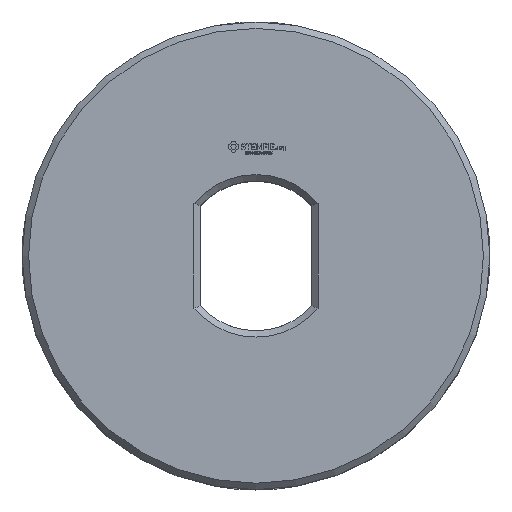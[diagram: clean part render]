
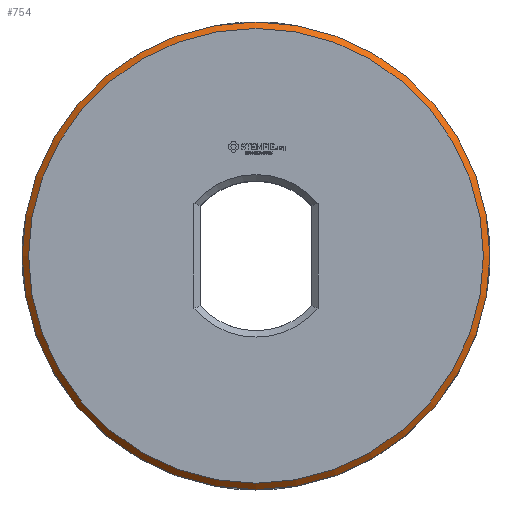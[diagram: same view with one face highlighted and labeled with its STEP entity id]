
A CAD part, top view. The second image highlights one B-rep face of the part: STEP entity #754.
In plain terms, the highlighted conical face has half-angle 45 degrees and reference radius 10.938 mm.
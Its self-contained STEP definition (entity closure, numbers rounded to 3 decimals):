
#155 = VERTEX_POINT('',#156);
#156 = CARTESIAN_POINT('',(10.938,0.,9.075));
#162 = EDGE_CURVE('',#155,#155,#163,.T.);
#163 = CIRCLE('',#164,10.938);
#164 = AXIS2_PLACEMENT_3D('',#165,#166,#167);
#165 = CARTESIAN_POINT('',(0.,0.,9.075));
#166 = DIRECTION('',(0.,0.,1.));
#167 = DIRECTION('',(1.,0.,0.));
#754 = ADVANCED_FACE('',(#755),#774,.T.);
#755 = FACE_BOUND('',#756,.T.);
#756 = EDGE_LOOP('',(#757,#765,#766,#767));
#757 = ORIENTED_EDGE('',*,*,#758,.F.);
#758 = EDGE_CURVE('',#155,#759,#761,.T.);
#759 = VERTEX_POINT('',#760);
#760 = CARTESIAN_POINT('',(10.638,0.,9.375));
#761 = LINE('',#762,#763);
#762 = CARTESIAN_POINT('',(10.938,0.,9.075));
#763 = VECTOR('',#764,1.);
#764 = DIRECTION('',(-0.707,0.,0.707));
#765 = ORIENTED_EDGE('',*,*,#162,.T.);
#766 = ORIENTED_EDGE('',*,*,#758,.T.);
#767 = ORIENTED_EDGE('',*,*,#768,.F.);
#768 = EDGE_CURVE('',#759,#759,#769,.T.);
#769 = CIRCLE('',#770,10.638);
#770 = AXIS2_PLACEMENT_3D('',#771,#772,#773);
#771 = CARTESIAN_POINT('',(0.,0.,9.375));
#772 = DIRECTION('',(0.,0.,1.));
#773 = DIRECTION('',(1.,0.,0.));
#774 = CONICAL_SURFACE('',#775,10.938,0.785);
#775 = AXIS2_PLACEMENT_3D('',#776,#777,#778);
#776 = CARTESIAN_POINT('',(0.,0.,9.075));
#777 = DIRECTION('',(-0.,-0.,-1.));
#778 = DIRECTION('',(1.,0.,0.));
